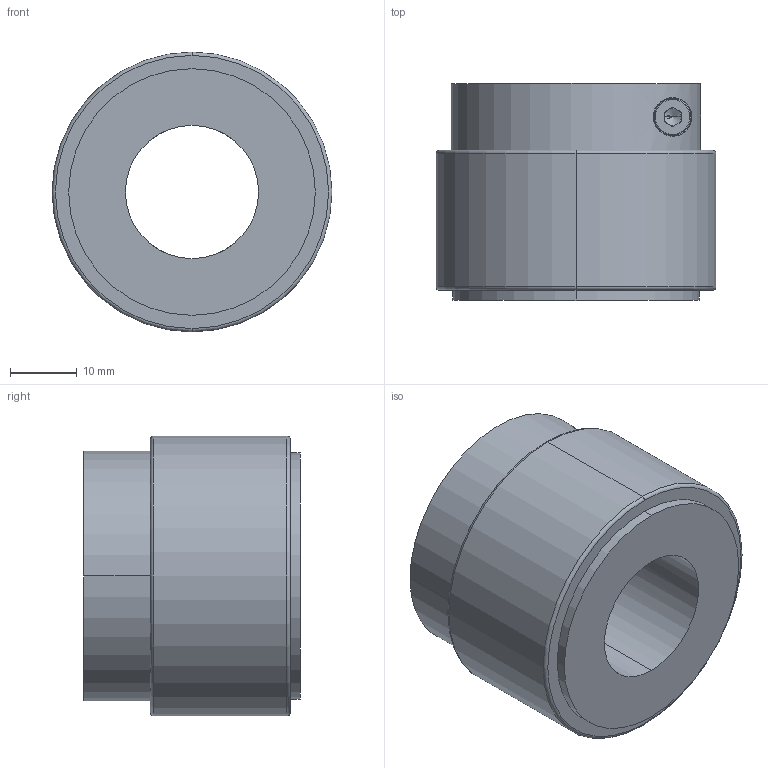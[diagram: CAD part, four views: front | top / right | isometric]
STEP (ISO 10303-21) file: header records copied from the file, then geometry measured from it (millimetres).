
FILE_DESCRIPTION (( 'STEP AP203' ), '1' );
FILE_NAME ('MAG-PM4221C-P12-ID20.STEP', '2020-06-18T08:10:41', ( '' ), ( '' ), 'SwSTEP 2.0', 'SolidWorks 2019', '' );
FILE_SCHEMA (( 'CONFIG_CONTROL_DESIGN' ));
Length unit declared in the file: millimetre
Products named in the file (7): hexagon socket head cap screw_jis_JIS B 1176 M3 x 16 (16) --C; MAG-4221-磁圈; MAG-RSC-OD38-ID24-L10-M3 束緊環; MAG-PM4221C-P12-ID20; MAG-BSC-OD37-ID20-L32-5 磁性環襯套; square nut_jis_JIS B 1163 M3 --C
Assembly tree (6 placements, depth 3):
  MAG-PM4221C-P12-ID20
    MAG-BSC-OD37-ID20-L32-5 磁性環襯套
    MAG-4221-磁圈
    MAG-RSC-OD38-ID24-L10-M3 束緊環
      MAG-RSC-OD38-ID24-L10-M3 束緊環
      square nut_jis_JIS B 1163 M3 --C
      hexagon socket head cap screw_jis_JIS B 1176 M3 x 16 (16) --C
Bounding box: 42 x 32.5 x 42 mm (x, y, z)
Volume: 30341.9 mm3; surface area: 16692 mm2
Topology: 5 solids, 5 shells, 126 faces, 307 edges, 193 vertices
Faces by surface type: plane 55, cylinder 44, torus 14, cone 13
Entity records: 4578 total; most frequent: CARTESIAN_POINT 792, DIRECTION 687, ORIENTED_EDGE 610, EDGE_CURVE 305, AXIS2_PLACEMENT_3D 266, VERTEX_POINT 193, VECTOR 155, LINE 155
